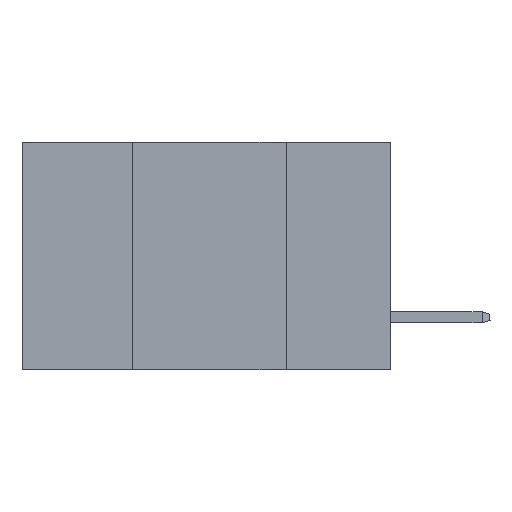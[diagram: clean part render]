
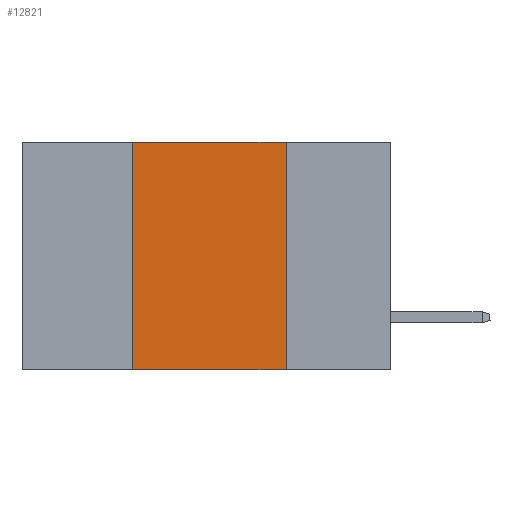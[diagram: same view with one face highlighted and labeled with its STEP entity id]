
A CAD part, left-side view. The second image highlights one B-rep face of the part: STEP entity #12821.
In plain terms, the highlighted planar face has unit normal (-1, 0, 0).
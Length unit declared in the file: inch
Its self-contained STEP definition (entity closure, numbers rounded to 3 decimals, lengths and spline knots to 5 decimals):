
#661 = EDGE_LOOP ( 'NONE', ( #4520, #16420, #14657, #13936 ) ) ;
#1319 = AXIS2_PLACEMENT_3D ( 'NONE', #6190, #14115, #2093 ) ;
#1475 = VERTEX_POINT ( 'NONE', #11060 ) ;
#1842 = VECTOR ( 'NONE', #9309, 39.37008 ) ;
#2093 = DIRECTION ( 'NONE',  ( 0., 0., -1. ) ) ;
#2304 = VECTOR ( 'NONE', #5459, 39.37008 ) ;
#2345 = CARTESIAN_POINT ( 'NONE',  ( 0., 0.6, 0. ) ) ;
#2391 = LINE ( 'NONE', #4002, #15939 ) ;
#3077 = VERTEX_POINT ( 'NONE', #6288 ) ;
#3124 = FACE_OUTER_BOUND ( 'NONE', #661, .T. ) ;
#3370 = VECTOR ( 'NONE', #14099, 39.37008 ) ;
#3513 = EDGE_CURVE ( 'NONE', #3077, #16081, #5768, .T. ) ;
#4002 = CARTESIAN_POINT ( 'NONE',  ( 0., 0.6, -0.37 ) ) ;
#4520 = ORIENTED_EDGE ( 'NONE', *, *, #7258, .F. ) ;
#4983 = CARTESIAN_POINT ( 'NONE',  ( 0., 0.17, -0.37 ) ) ;
#5459 = DIRECTION ( 'NONE',  ( 0., -1., 0. ) ) ;
#5768 = LINE ( 'NONE', #14454, #1842 ) ;
#6133 = VERTEX_POINT ( 'NONE', #4983 ) ;
#6190 = CARTESIAN_POINT ( 'NONE',  ( 0., 0.6, 0. ) ) ;
#6288 = CARTESIAN_POINT ( 'NONE',  ( 0., 0.42, -0.37 ) ) ;
#6651 = DIRECTION ( 'NONE',  ( 0., -1., 0. ) ) ;
#7258 = EDGE_CURVE ( 'NONE', #1475, #6133, #14825, .T. ) ;
#9309 = DIRECTION ( 'NONE',  ( 0., 0., 1. ) ) ;
#9848 = EDGE_CURVE ( 'NONE', #3077, #6133, #2391, .T. ) ;
#9996 = PLANE ( 'NONE',  #1319 ) ;
#10314 = CARTESIAN_POINT ( 'NONE',  ( 0., 0.42, 0. ) ) ;
#11060 = CARTESIAN_POINT ( 'NONE',  ( 0., 0.17, 0. ) ) ;
#12821 = ADVANCED_FACE ( 'NONE', ( #3124 ), #9996, .F. ) ;
#13936 = ORIENTED_EDGE ( 'NONE', *, *, #9848, .T. ) ;
#14099 = DIRECTION ( 'NONE',  ( 0., 0., -1. ) ) ;
#14115 = DIRECTION ( 'NONE',  ( 1., 0., 0. ) ) ;
#14454 = CARTESIAN_POINT ( 'NONE',  ( 0., 0.42, 0. ) ) ;
#14657 = ORIENTED_EDGE ( 'NONE', *, *, #3513, .F. ) ;
#14825 = LINE ( 'NONE', #16583, #3370 ) ;
#14879 = EDGE_CURVE ( 'NONE', #16081, #1475, #15854, .T. ) ;
#15854 = LINE ( 'NONE', #2345, #2304 ) ;
#15939 = VECTOR ( 'NONE', #6651, 39.37008 ) ;
#16081 = VERTEX_POINT ( 'NONE', #10314 ) ;
#16420 = ORIENTED_EDGE ( 'NONE', *, *, #14879, .F. ) ;
#16583 = CARTESIAN_POINT ( 'NONE',  ( 0., 0.17, 0. ) ) ;
